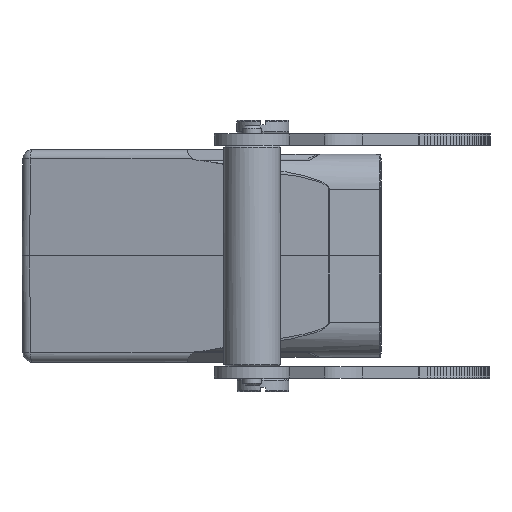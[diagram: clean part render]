
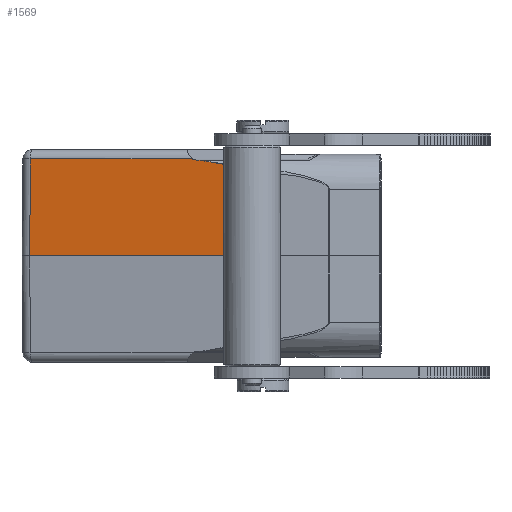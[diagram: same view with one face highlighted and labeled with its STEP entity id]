
A CAD part, left-side view. The second image highlights one B-rep face of the part: STEP entity #1569.
In plain terms, the highlighted planar face has unit normal (-0.982, 0.191, 0.009).
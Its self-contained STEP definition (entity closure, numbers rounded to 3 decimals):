
#511=PLANE('',#12604);
#787=ELLIPSE('',#12587,10.482,2.);
#790=ELLIPSE('',#12601,39.308,7.5);
#929=B_SPLINE_CURVE_WITH_KNOTS('',3,(#21253,#21254,#21255,#21256,#21257,
#21258,#21259,#21260,#21261,#21262),.UNSPECIFIED.,.F.,.F.,(4,3,3,4),(0.,
0.091,0.446,1.),.UNSPECIFIED.);
#1569=ADVANCED_FACE('',(#2439),#511,.T.);
#2439=FACE_OUTER_BOUND('',#3164,.T.);
#3164=EDGE_LOOP('',(#6874,#6875,#6876,#6877,#6878,#6879,#6880,#6881));
#6874=ORIENTED_EDGE('',*,*,#9614,.T.);
#6875=ORIENTED_EDGE('',*,*,#9612,.T.);
#6876=ORIENTED_EDGE('',*,*,#9597,.T.);
#6877=ORIENTED_EDGE('',*,*,#9595,.F.);
#6878=ORIENTED_EDGE('',*,*,#9194,.T.);
#6879=ORIENTED_EDGE('',*,*,#9195,.F.);
#6880=ORIENTED_EDGE('',*,*,#9188,.T.);
#6881=ORIENTED_EDGE('',*,*,#9616,.T.);
#7318=VERTEX_POINT('',#17395);
#7730=VERTEX_POINT('',#20387);
#7732=VERTEX_POINT('',#20393);
#7734=VERTEX_POINT('',#20397);
#7987=VERTEX_POINT('',#21212);
#7988=VERTEX_POINT('',#21216);
#7991=VERTEX_POINT('',#21245);
#7992=VERTEX_POINT('',#21263);
#9188=EDGE_CURVE('',#7730,#7318,#10131,.T.);
#9194=EDGE_CURVE('',#7732,#7734,#10134,.T.);
#9195=EDGE_CURVE('',#7730,#7734,#10135,.T.);
#9595=EDGE_CURVE('',#7732,#7987,#10475,.T.);
#9597=EDGE_CURVE('',#7988,#7987,#787,.T.);
#9612=EDGE_CURVE('',#7991,#7988,#790,.T.);
#9614=EDGE_CURVE('',#7992,#7991,#929,.T.);
#9616=EDGE_CURVE('',#7318,#7992,#10488,.T.);
#10131=LINE('',#20386,#10996);
#10134=LINE('',#20398,#10999);
#10135=LINE('',#20400,#11000);
#10475=LINE('',#21211,#11340);
#10488=LINE('',#21321,#11353);
#10996=VECTOR('',#15090,1.);
#10999=VECTOR('',#15101,1.);
#11000=VECTOR('',#15104,1.);
#11340=VECTOR('',#15882,1.);
#11353=VECTOR('',#15931,1.);
#12587=AXIS2_PLACEMENT_3D('',#21215,#15887,#15888);
#12601=AXIS2_PLACEMENT_3D('',#21244,#15927,#15928);
#12604=AXIS2_PLACEMENT_3D('',#21323,#15934,#15935);
#15090=DIRECTION('',(-0.191,-0.982,0.));
#15101=DIRECTION('',(0.191,0.982,0.));
#15104=DIRECTION('',(0.007,-0.009,1.));
#15882=DIRECTION('',(-0.13,-0.634,-0.763));
#15887=DIRECTION('',(-0.982,0.191,0.009));
#15888=DIRECTION('',(0.191,0.982,-0.002));
#15927=DIRECTION('',(-0.982,0.191,0.009));
#15928=DIRECTION('',(0.191,0.982,-0.002));
#15931=DIRECTION('',(0.009,-0.001,1.));
#15934=DIRECTION('',(-0.982,0.191,0.009));
#15935=DIRECTION('',(-0.191,-0.982,0.));
#17395=CARTESIAN_POINT('',(-44.743,0.048,0.));
#20386=CARTESIAN_POINT('',(-36.514,42.382,0.));
#20387=CARTESIAN_POINT('',(-36.514,42.382,0.));
#20393=CARTESIAN_POINT('',(-43.023,7.954,20.517));
#20397=CARTESIAN_POINT('',(-36.366,42.203,20.517));
#20398=CARTESIAN_POINT('',(-45.944,-7.069,20.517));
#20400=CARTESIAN_POINT('',(-36.511,42.379,0.362));
#21211=CARTESIAN_POINT('',(-43.023,7.954,20.517));
#21212=CARTESIAN_POINT('',(-43.052,7.814,20.349));
#21215=CARTESIAN_POINT('',(-42.29,11.82,18.5));
#21216=CARTESIAN_POINT('',(-43.44,5.83,20.136));
#21244=CARTESIAN_POINT('',(-39.128,28.295,14.));
#21245=CARTESIAN_POINT('',(-43.861,3.676,19.818));
#21253=CARTESIAN_POINT('',(-44.58,0.024,18.83));
#21254=CARTESIAN_POINT('',(-44.564,0.102,18.917));
#21255=CARTESIAN_POINT('',(-44.542,0.212,18.969));
#21256=CARTESIAN_POINT('',(-44.521,0.317,19.018));
#21257=CARTESIAN_POINT('',(-44.44,0.726,19.208));
#21258=CARTESIAN_POINT('',(-44.353,1.169,19.315));
#21259=CARTESIAN_POINT('',(-44.267,1.607,19.419));
#21260=CARTESIAN_POINT('',(-44.133,2.29,19.582));
#21261=CARTESIAN_POINT('',(-43.997,2.983,19.707));
#21262=CARTESIAN_POINT('',(-43.861,3.676,19.818));
#21263=CARTESIAN_POINT('',(-44.58,0.024,18.83));
#21321=CARTESIAN_POINT('',(-44.743,0.048,-0.003));
#21323=CARTESIAN_POINT('',(-46.119,-7.035,0.));
